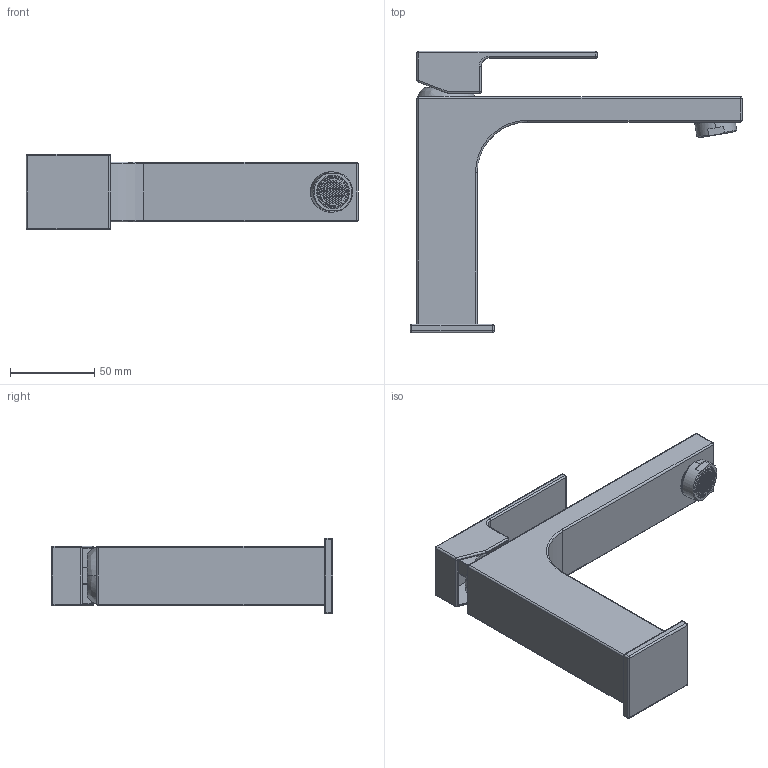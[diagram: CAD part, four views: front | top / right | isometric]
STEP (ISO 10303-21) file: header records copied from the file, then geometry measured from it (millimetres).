
FILE_DESCRIPTION (( 'STEP AP214' ), '1' );
FILE_NAME ('lavabo bocca lunga H uno.STEP', '2023-10-12T15:15:21', ( '' ), ( '' ), 'SwSTEP 2.0', 'SolidWorks 2018', '' );
FILE_SCHEMA (( 'AUTOMOTIVE_DESIGN' ));
Length unit declared in the file: millimetre
Products named in the file (1): lavabo bocca lunga H uno
Bounding box: 197 x 167 x 45 mm (x, y, z)
Surface area: 56805.4 mm2 (no closed solid volume)
Topology: 0 solids, 7 shells, 423 faces, 1353 edges, 919 vertices
Faces by surface type: plane 330, cylinder 59, sphere 24, torus 4, cone 4, bspline 2
Entity records: 19001 total; most frequent: CARTESIAN_POINT 2736, DIRECTION 2313, ORIENTED_EDGE 2122, EDGE_CURVE 1331, VECTOR 1165, LINE 1165, VERTEX_POINT 919, AXIS2_PLACEMENT_3D 574
